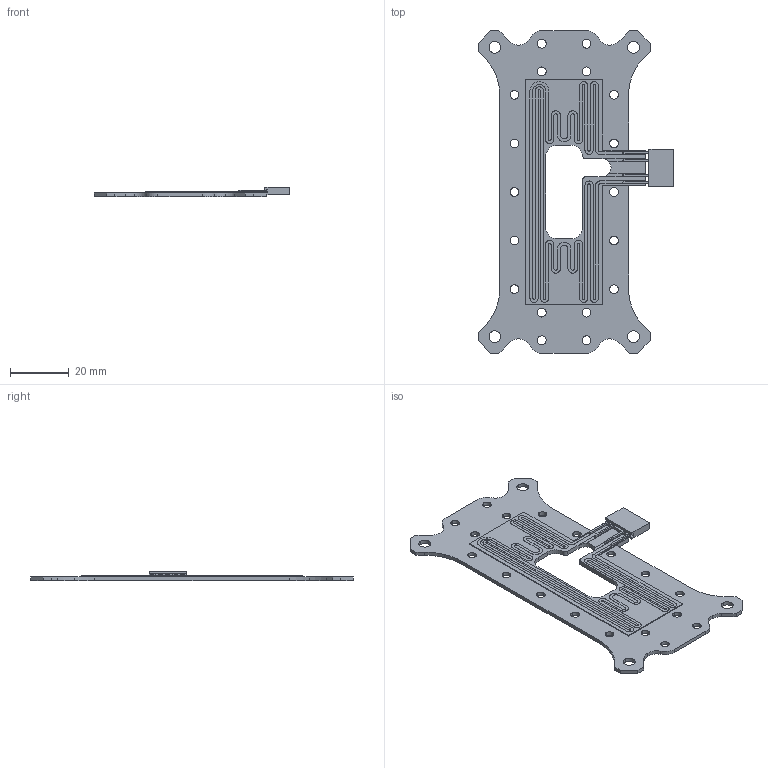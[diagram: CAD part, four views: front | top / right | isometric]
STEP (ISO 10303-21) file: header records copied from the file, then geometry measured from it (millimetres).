
FILE_DESCRIPTION(('STEP AP214'),'1');
FILE_NAME('heating_plate.stp','2022-02-13T00:18:57',(' '),(' '),'Spatial InterOp 3D',' ',' ');
FILE_SCHEMA(('AUTOMOTIVE_DESIGN { 1 0 10303 214 1 1 1 1 }'));
Length unit declared in the file: metre
Products named in the file (8): heating_plate; Componente5; 1x5; Component1; Component2; Component4; Component5; Component6
Assembly tree (7 placements, depth 3):
  heating_plate
    Componente5
    1x5
      Component1
      Component2
      Component4
      Component5
      Component6
Bounding box: 66.79 x 110.13 x 3.21 mm (x, y, z)
Volume: 6701.8 mm3; surface area: 12151.9 mm2
Topology: 9 solids, 9 shells, 391 faces, 1103 edges, 730 vertices
Faces by surface type: plane 260, cylinder 131
Entity records: 13548 total; most frequent: CARTESIAN_POINT 2233, ORIENTED_EDGE 2206, DIRECTION 2169, EDGE_CURVE 1103, LINE 837, VECTOR 837, VERTEX_POINT 730, AXIS2_PLACEMENT_3D 666
